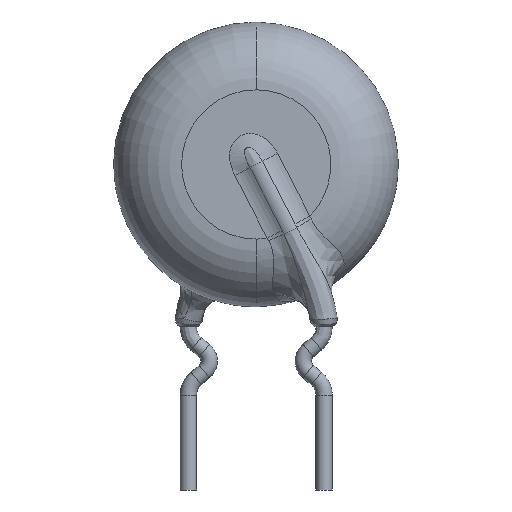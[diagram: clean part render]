
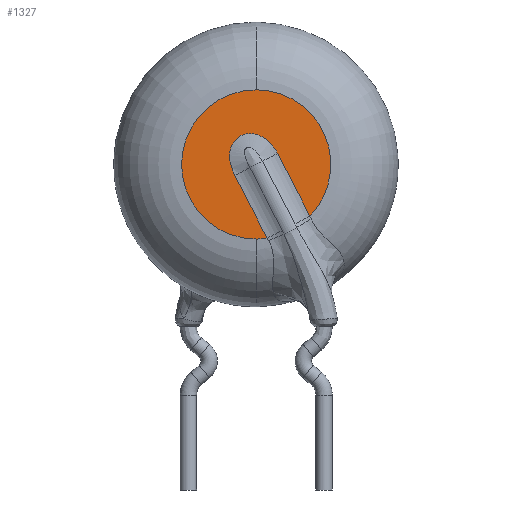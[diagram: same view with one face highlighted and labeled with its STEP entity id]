
A CAD part, front view. The second image highlights one B-rep face of the part: STEP entity #1327.
In plain terms, the highlighted planar face has unit normal (0, -1, 0).
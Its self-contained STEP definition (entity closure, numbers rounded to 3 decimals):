
#597 = CARTESIAN_POINT ( 'NONE',  ( -0.438, -2.5, 7.124 ) ) ;
#671 = CIRCLE ( 'NONE', #13503, 2.75 ) ;
#691 = CARTESIAN_POINT ( 'NONE',  ( 0.114, -2.5, 7.077 ) ) ;
#971 = AXIS2_PLACEMENT_3D ( 'NONE', #11288, #3851, #9830 ) ;
#1144 = AXIS2_PLACEMENT_3D ( 'NONE', #5216, #15343, #8527 ) ;
#1314 = CARTESIAN_POINT ( 'NONE',  ( -0.789, -2.5, 5.594 ) ) ;
#1327 = ADVANCED_FACE ( 'NONE', ( #5413 ), #8543, .F. ) ;
#1580 = VERTEX_POINT ( 'NONE', #10815 ) ;
#1937 = VECTOR ( 'NONE', #9187, 1000. ) ;
#1963 = EDGE_CURVE ( 'NONE', #1580, #14623, #4345, .T. ) ;
#2165 = CARTESIAN_POINT ( 'NONE',  ( -0.295, -2.5, 7.148 ) ) ;
#2407 = EDGE_CURVE ( 'NONE', #7665, #6667, #14292, .T. ) ;
#2424 = ORIENTED_EDGE ( 'NONE', *, *, #1963, .T. ) ;
#2688 = CARTESIAN_POINT ( 'NONE',  ( 1.981, -2.5, 4.093 ) ) ;
#3234 = DIRECTION ( 'NONE',  ( 0., 0., 1. ) ) ;
#3431 = CARTESIAN_POINT ( 'NONE',  ( -0.686, -2.5, 7.001 ) ) ;
#3676 = B_SPLINE_CURVE_WITH_KNOTS ( 'NONE', 3,
 ( #11873, #18055, #15327, #7856, #17854, #12566, #11093, #6675, #3431, #597, #2165, #6573, #691, #8138, #9702, #18550 ),
 .UNSPECIFIED., .F., .F.,
 ( 4, 2, 2, 2, 2, 2, 2, 4 ),
 ( 0., 0., 0.001, 0.001, 0.002, 0.002, 0.002, 0.003 ),
 .UNSPECIFIED. ) ;
#3846 = CARTESIAN_POINT ( 'NONE',  ( 0., -2.5, 3.25 ) ) ;
#3851 = DIRECTION ( 'NONE',  ( 0., 1., 0. ) ) ;
#4151 = EDGE_LOOP ( 'NONE', ( #14867, #12906, #15012, #19369, #9593, #2424 ) ) ;
#4345 = LINE ( 'NONE', #1314, #1937 ) ;
#5216 = CARTESIAN_POINT ( 'NONE',  ( 0., -2.5, 6. ) ) ;
#5413 = FACE_OUTER_BOUND ( 'NONE', #4151, .T. ) ;
#5872 = CARTESIAN_POINT ( 'NONE',  ( 0., -2.5, 6. ) ) ;
#5969 = DIRECTION ( 'NONE',  ( 0., 1., 0. ) ) ;
#6278 = DIRECTION ( 'NONE',  ( 0., 0., 1. ) ) ;
#6573 = CARTESIAN_POINT ( 'NONE',  ( -0.02, -2.5, 7.123 ) ) ;
#6667 = VERTEX_POINT ( 'NONE', #2688 ) ;
#6675 = CARTESIAN_POINT ( 'NONE',  ( -0.789, -2.5, 6.902 ) ) ;
#7238 = EDGE_CURVE ( 'NONE', #19329, #6667, #19319, .T. ) ;
#7665 = VERTEX_POINT ( 'NONE', #12984 ) ;
#7856 = CARTESIAN_POINT ( 'NONE',  ( -0.971, -2.5, 6.112 ) ) ;
#7914 = CIRCLE ( 'NONE', #16381, 2.75 ) ;
#8138 = CARTESIAN_POINT ( 'NONE',  ( 0.478, -2.5, 6.871 ) ) ;
#8527 = DIRECTION ( 'NONE',  ( 0., 0., 1. ) ) ;
#8543 = PLANE ( 'NONE',  #971 ) ;
#9187 = DIRECTION ( 'NONE',  ( -0.458, 0., 0.889 ) ) ;
#9593 = ORIENTED_EDGE ( 'NONE', *, *, #11951, .F. ) ;
#9702 = CARTESIAN_POINT ( 'NONE',  ( 0.662, -2.5, 6.654 ) ) ;
#9830 = DIRECTION ( 'NONE',  ( 0., 0., 1. ) ) ;
#10683 = CARTESIAN_POINT ( 'NONE',  ( -0.789, -2.5, 5.594 ) ) ;
#10732 = CARTESIAN_POINT ( 'NONE',  ( 0.789, -2.5, 6.406 ) ) ;
#10815 = CARTESIAN_POINT ( 'NONE',  ( 0.403, -2.5, 3.28 ) ) ;
#11093 = CARTESIAN_POINT ( 'NONE',  ( -0.93, -2.5, 6.665 ) ) ;
#11288 = CARTESIAN_POINT ( 'NONE',  ( 0., -2.5, 6. ) ) ;
#11873 = CARTESIAN_POINT ( 'NONE',  ( -0.789, -2.5, 5.594 ) ) ;
#11951 = EDGE_CURVE ( 'NONE', #1580, #13746, #7914, .T. ) ;
#12566 = CARTESIAN_POINT ( 'NONE',  ( -0.967, -2.5, 6.527 ) ) ;
#12906 = ORIENTED_EDGE ( 'NONE', *, *, #2407, .T. ) ;
#12984 = CARTESIAN_POINT ( 'NONE',  ( 0.789, -2.5, 6.406 ) ) ;
#13116 = EDGE_CURVE ( 'NONE', #14623, #7665, #3676, .T. ) ;
#13446 = CARTESIAN_POINT ( 'NONE',  ( 0., -2.5, 6. ) ) ;
#13503 = AXIS2_PLACEMENT_3D ( 'NONE', #13446, #5969, #3234 ) ;
#13746 = VERTEX_POINT ( 'NONE', #3846 ) ;
#14292 = LINE ( 'NONE', #10732, #18246 ) ;
#14623 = VERTEX_POINT ( 'NONE', #10683 ) ;
#14867 = ORIENTED_EDGE ( 'NONE', *, *, #13116, .T. ) ;
#15012 = ORIENTED_EDGE ( 'NONE', *, *, #7238, .F. ) ;
#15327 = CARTESIAN_POINT ( 'NONE',  ( -0.903, -2.5, 5.845 ) ) ;
#15343 = DIRECTION ( 'NONE',  ( 0., 1., 0. ) ) ;
#16225 = CARTESIAN_POINT ( 'NONE',  ( 0., -2.5, 8.75 ) ) ;
#16344 = DIRECTION ( 'NONE',  ( 0.458, 0., -0.889 ) ) ;
#16381 = AXIS2_PLACEMENT_3D ( 'NONE', #5872, #16507, #6278 ) ;
#16507 = DIRECTION ( 'NONE',  ( 0., 1., 0. ) ) ;
#16964 = EDGE_CURVE ( 'NONE', #13746, #19329, #671, .T. ) ;
#17854 = CARTESIAN_POINT ( 'NONE',  ( -0.987, -2.5, 6.251 ) ) ;
#18055 = CARTESIAN_POINT ( 'NONE',  ( -0.852, -2.5, 5.717 ) ) ;
#18246 = VECTOR ( 'NONE', #16344, 1000. ) ;
#18550 = CARTESIAN_POINT ( 'NONE',  ( 0.789, -2.5, 6.406 ) ) ;
#19319 = CIRCLE ( 'NONE', #1144, 2.75 ) ;
#19329 = VERTEX_POINT ( 'NONE', #16225 ) ;
#19369 = ORIENTED_EDGE ( 'NONE', *, *, #16964, .F. ) ;
